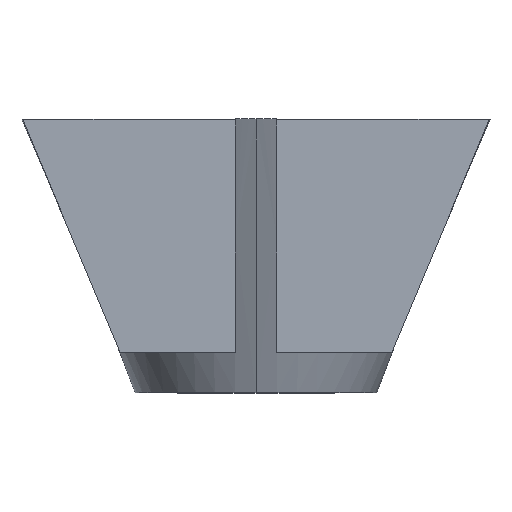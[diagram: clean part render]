
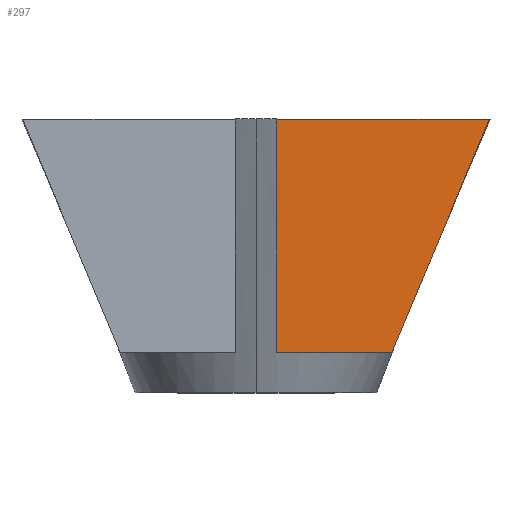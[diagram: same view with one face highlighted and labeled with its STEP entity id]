
A CAD part, top view. The second image highlights one B-rep face of the part: STEP entity #297.
In plain terms, the highlighted planar face has unit normal (0, 0, 1).
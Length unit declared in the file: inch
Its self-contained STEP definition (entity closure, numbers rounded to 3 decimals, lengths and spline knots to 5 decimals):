
#4 = VECTOR ( 'NONE', #53, 39.37008 ) ;
#21 = ORIENTED_EDGE ( 'NONE', *, *, #1074, .T. ) ;
#42 = CARTESIAN_POINT ( 'NONE',  ( 0.15, 1.8, 0.15 ) ) ;
#53 = DIRECTION ( 'NONE',  ( -1., 0., 0. ) ) ;
#80 = VERTEX_POINT ( 'NONE', #237 ) ;
#143 = ORIENTED_EDGE ( 'NONE', *, *, #692, .T. ) ;
#151 = EDGE_CURVE ( 'NONE', #1015, #986, #397, .T. ) ;
#157 = ORIENTED_EDGE ( 'NONE', *, *, #151, .F. ) ;
#194 = CARTESIAN_POINT ( 'NONE',  ( 0.98794, 0.1, 0.15 ) ) ;
#196 = DIRECTION ( 'NONE',  ( 0., 1., 0. ) ) ;
#200 = CARTESIAN_POINT ( 'NONE',  ( 0.15, 0.1, 0.15 ) ) ;
#237 = CARTESIAN_POINT ( 'NONE',  ( 1.69681, 1.8, 0.15 ) ) ;
#241 = VECTOR ( 'NONE', #438, 39.37008 ) ;
#246 = EDGE_CURVE ( 'NONE', #986, #793, #385, .T. ) ;
#247 = CARTESIAN_POINT ( 'NONE',  ( 1.69681, 1.8, 0.15 ) ) ;
#255 = CARTESIAN_POINT ( 'NONE',  ( 1.461, 1.23313, 0.15 ) ) ;
#297 = ADVANCED_FACE ( 'NONE', ( #474 ), #786, .F. ) ;
#308 = ORIENTED_EDGE ( 'NONE', *, *, #246, .F. ) ;
#344 = AXIS2_PLACEMENT_3D ( 'NONE', #200, #533, #527 ) ;
#385 = LINE ( 'NONE', #526, #1046 ) ;
#397 = LINE ( 'NONE', #1002, #241 ) ;
#438 = DIRECTION ( 'NONE',  ( -1., 0., 0. ) ) ;
#474 = FACE_OUTER_BOUND ( 'NONE', #494, .T. ) ;
#494 = EDGE_LOOP ( 'NONE', ( #143, #21, #308, #157 ) ) ;
#526 = CARTESIAN_POINT ( 'NONE',  ( 0.15, 0.1, 0.15 ) ) ;
#527 = DIRECTION ( 'NONE',  ( -1., 0., 0. ) ) ;
#533 = DIRECTION ( 'NONE',  ( 0., 0., -1. ) ) ;
#537 = CARTESIAN_POINT ( 'NONE',  ( 0.15, 0.1, 0.15 ) ) ;
#586 = CARTESIAN_POINT ( 'NONE',  ( 1.57894, 1.51655, 0.15 ) ) ;
#649 = B_SPLINE_CURVE_WITH_KNOTS ( 'NONE', 3,
 ( #765, #1079, #987, #255, #586, #247 ),
 .UNSPECIFIED., .F., .F.,
 ( 4, 2, 4 ),
 ( 0.03392, 0.05731, 0.0807 ),
 .UNSPECIFIED. ) ;
#692 = EDGE_CURVE ( 'NONE', #1015, #80, #649, .T. ) ;
#765 = CARTESIAN_POINT ( 'NONE',  ( 0.98794, 0.1, 0.15 ) ) ;
#783 = CARTESIAN_POINT ( 'NONE',  ( 0.15, 1.8, 0.15 ) ) ;
#786 = PLANE ( 'NONE',  #344 ) ;
#793 = VERTEX_POINT ( 'NONE', #783 ) ;
#986 = VERTEX_POINT ( 'NONE', #537 ) ;
#987 = CARTESIAN_POINT ( 'NONE',  ( 1.2248, 0.66643, 0.15 ) ) ;
#1002 = CARTESIAN_POINT ( 'NONE',  ( 0.15, 0.1, 0.15 ) ) ;
#1015 = VERTEX_POINT ( 'NONE', #194 ) ;
#1046 = VECTOR ( 'NONE', #196, 39.37008 ) ;
#1051 = LINE ( 'NONE', #42, #4 ) ;
#1074 = EDGE_CURVE ( 'NONE', #80, #793, #1051, .T. ) ;
#1079 = CARTESIAN_POINT ( 'NONE',  ( 1.10656, 0.38313, 0.15 ) ) ;
